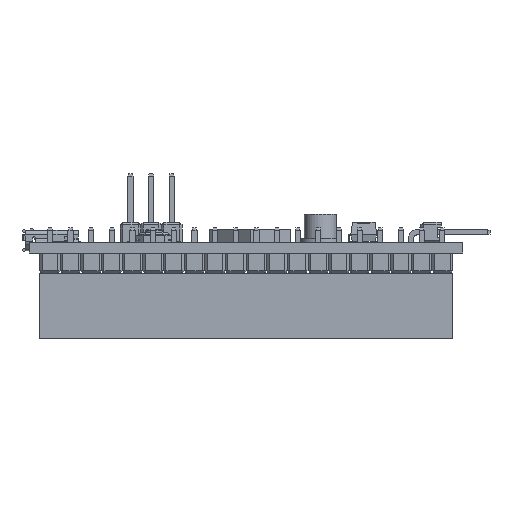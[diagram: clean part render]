
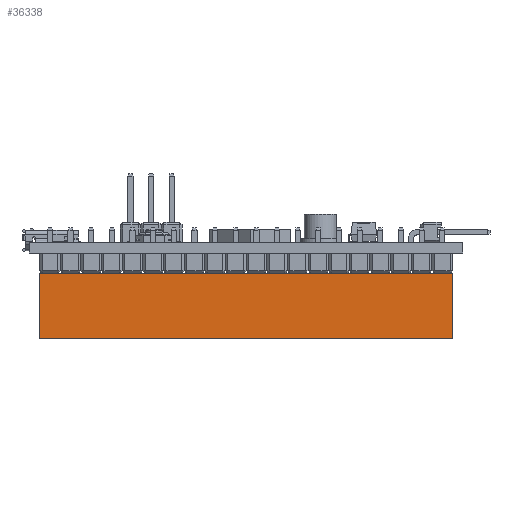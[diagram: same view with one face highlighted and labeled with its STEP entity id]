
A CAD part, left-side view. The second image highlights one B-rep face of the part: STEP entity #36338.
In plain terms, the highlighted planar face has unit normal (-1, 0, 0).
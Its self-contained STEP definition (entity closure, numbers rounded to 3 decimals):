
#25135 = EDGE_CURVE('',#25136,#25138,#25140,.T.);
#25136 = VERTEX_POINT('',#25137);
#25137 = CARTESIAN_POINT('',(-6.42,-24.245,8.065));
#25138 = VERTEX_POINT('',#25139);
#25139 = CARTESIAN_POINT('',(-6.42,26.551,8.065));
#25140 = LINE('',#25141,#25142);
#25141 = CARTESIAN_POINT('',(-6.42,-24.245,8.065));
#25142 = VECTOR('',#25143,1.);
#25143 = DIRECTION('',(0.,1.,0.));
#36338 = ADVANCED_FACE('',(#36339),#36364,.F.);
#36339 = FACE_BOUND('',#36340,.F.);
#36340 = EDGE_LOOP('',(#36341,#36349,#36357,#36363));
#36341 = ORIENTED_EDGE('',*,*,#36342,.T.);
#36342 = EDGE_CURVE('',#25136,#36343,#36345,.T.);
#36343 = VERTEX_POINT('',#36344);
#36344 = CARTESIAN_POINT('',(-6.42,-24.245,0.065));
#36345 = LINE('',#36346,#36347);
#36346 = CARTESIAN_POINT('',(-6.42,-24.245,8.065));
#36347 = VECTOR('',#36348,1.);
#36348 = DIRECTION('',(0.,0.,-1.));
#36349 = ORIENTED_EDGE('',*,*,#36350,.T.);
#36350 = EDGE_CURVE('',#36343,#36351,#36353,.T.);
#36351 = VERTEX_POINT('',#36352);
#36352 = CARTESIAN_POINT('',(-6.42,26.551,0.065));
#36353 = LINE('',#36354,#36355);
#36354 = CARTESIAN_POINT('',(-6.42,-24.245,0.065));
#36355 = VECTOR('',#36356,1.);
#36356 = DIRECTION('',(0.,1.,0.));
#36357 = ORIENTED_EDGE('',*,*,#36358,.F.);
#36358 = EDGE_CURVE('',#25138,#36351,#36359,.T.);
#36359 = LINE('',#36360,#36361);
#36360 = CARTESIAN_POINT('',(-6.42,26.551,8.065));
#36361 = VECTOR('',#36362,1.);
#36362 = DIRECTION('',(0.,0.,-1.));
#36363 = ORIENTED_EDGE('',*,*,#25135,.F.);
#36364 = PLANE('',#36365);
#36365 = AXIS2_PLACEMENT_3D('',#36366,#36367,#36368);
#36366 = CARTESIAN_POINT('',(-6.42,-24.245,8.065));
#36367 = DIRECTION('',(1.,0.,0.));
#36368 = DIRECTION('',(0.,1.,0.));
